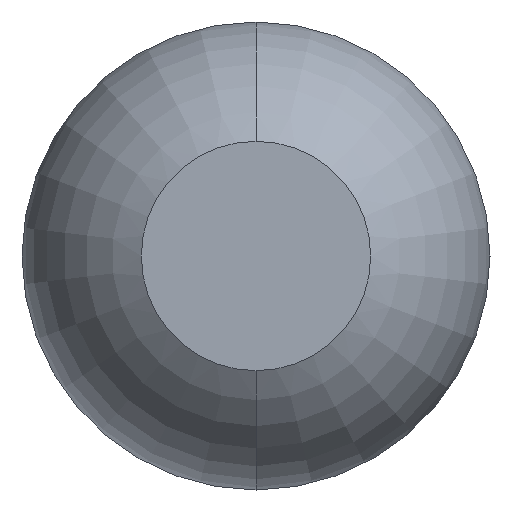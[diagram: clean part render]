
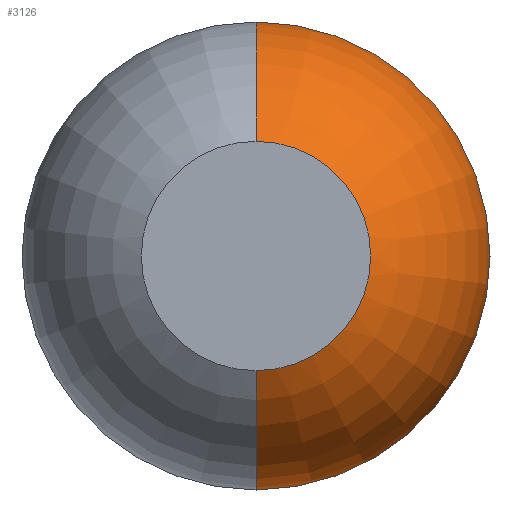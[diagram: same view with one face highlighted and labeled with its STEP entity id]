
A CAD part, front view. The second image highlights one B-rep face of the part: STEP entity #3126.
In plain terms, the highlighted toroidal (fillet/blend) face has major radius 0.01 mm and minor radius 0.5 mm.
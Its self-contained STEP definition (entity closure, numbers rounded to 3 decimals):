
#144 = ORIENTED_EDGE ( 'NONE', *, *, #2202, .T. ) ;
#164 = DIRECTION ( 'NONE',  ( 0., 0., 1. ) ) ;
#232 = VERTEX_POINT ( 'NONE', #803 ) ;
#293 = CIRCLE ( 'NONE', #424, 0.5 ) ;
#344 = CIRCLE ( 'NONE', #1493, 0.5 ) ;
#356 = EDGE_CURVE ( 'NONE', #705, #3906, #344, .T. ) ;
#424 = AXIS2_PLACEMENT_3D ( 'NONE', #3633, #571, #1821 ) ;
#571 = DIRECTION ( 'NONE',  ( -1., 0., 0. ) ) ;
#705 = VERTEX_POINT ( 'NONE', #1659 ) ;
#803 = CARTESIAN_POINT ( 'NONE',  ( 0., -24.961, -0.51 ) ) ;
#838 = DIRECTION ( 'NONE',  ( 0., 0., -1. ) ) ;
#845 = EDGE_CURVE ( 'NONE', #232, #2523, #293, .T. ) ;
#1015 = AXIS2_PLACEMENT_3D ( 'NONE', #3768, #3181, #1384 ) ;
#1384 = DIRECTION ( 'NONE',  ( 0., 0., -1. ) ) ;
#1426 = FACE_OUTER_BOUND ( 'NONE', #1585, .T. ) ;
#1450 = CARTESIAN_POINT ( 'NONE',  ( 0., -25.4, -0.25 ) ) ;
#1493 = AXIS2_PLACEMENT_3D ( 'NONE', #2666, #3844, #3888 ) ;
#1567 = CIRCLE ( 'NONE', #2727, 0.25 ) ;
#1585 = EDGE_LOOP ( 'NONE', ( #3915, #1825, #144, #3393 ) ) ;
#1659 = CARTESIAN_POINT ( 'NONE',  ( 0., -24.961, 0.51 ) ) ;
#1821 = DIRECTION ( 'NONE',  ( 0., 0., 1. ) ) ;
#1825 = ORIENTED_EDGE ( 'NONE', *, *, #356, .T. ) ;
#1859 = EDGE_CURVE ( 'Defeature ausgef�hrt1_0+Defeature ausgef�hrt1_6+Defeature ausgef�hrt1_6+Defeature ausgef�hrt1_6', #232, #705, #3929, .T. ) ;
#2202 = EDGE_CURVE ( 'Defeature ausgef�hrt1_0+Defeature ausgef�hrt1_13+Defeature ausgef�hrt1_13+Defeature ausgef�hrt1_13', #3906, #2523, #1567, .T. ) ;
#2234 = CARTESIAN_POINT ( 'NONE',  ( 0., -25.4, 0. ) ) ;
#2261 = DIRECTION ( 'NONE',  ( 0., 1., 0. ) ) ;
#2492 = CARTESIAN_POINT ( 'NONE',  ( 0., -25.4, 0.25 ) ) ;
#2523 = VERTEX_POINT ( 'NONE', #1450 ) ;
#2596 = TOROIDAL_SURFACE ( 'NONE', #3539, 0.01, 0.5 ) ;
#2640 = CARTESIAN_POINT ( 'NONE',  ( 0., -24.961, 0. ) ) ;
#2666 = CARTESIAN_POINT ( 'NONE',  ( 0., -24.961, 0.01 ) ) ;
#2727 = AXIS2_PLACEMENT_3D ( 'NONE', #2234, #2261, #164 ) ;
#2961 = DIRECTION ( 'NONE',  ( 0., -1., 0. ) ) ;
#3126 = ADVANCED_FACE ( 'Defeature ausgef�hrt1_0', ( #1426 ), #2596, .T. ) ;
#3181 = DIRECTION ( 'NONE',  ( 0., -1., 0. ) ) ;
#3393 = ORIENTED_EDGE ( 'NONE', *, *, #845, .F. ) ;
#3539 = AXIS2_PLACEMENT_3D ( 'NONE', #2640, #2961, #838 ) ;
#3633 = CARTESIAN_POINT ( 'NONE',  ( 0., -24.961, -0.01 ) ) ;
#3768 = CARTESIAN_POINT ( 'NONE',  ( 0., -24.961, 0. ) ) ;
#3844 = DIRECTION ( 'NONE',  ( 1., 0., 0. ) ) ;
#3888 = DIRECTION ( 'NONE',  ( 0., 0., -1. ) ) ;
#3906 = VERTEX_POINT ( 'NONE', #2492 ) ;
#3915 = ORIENTED_EDGE ( 'NONE', *, *, #1859, .T. ) ;
#3929 = CIRCLE ( 'NONE', #1015, 0.51 ) ;
